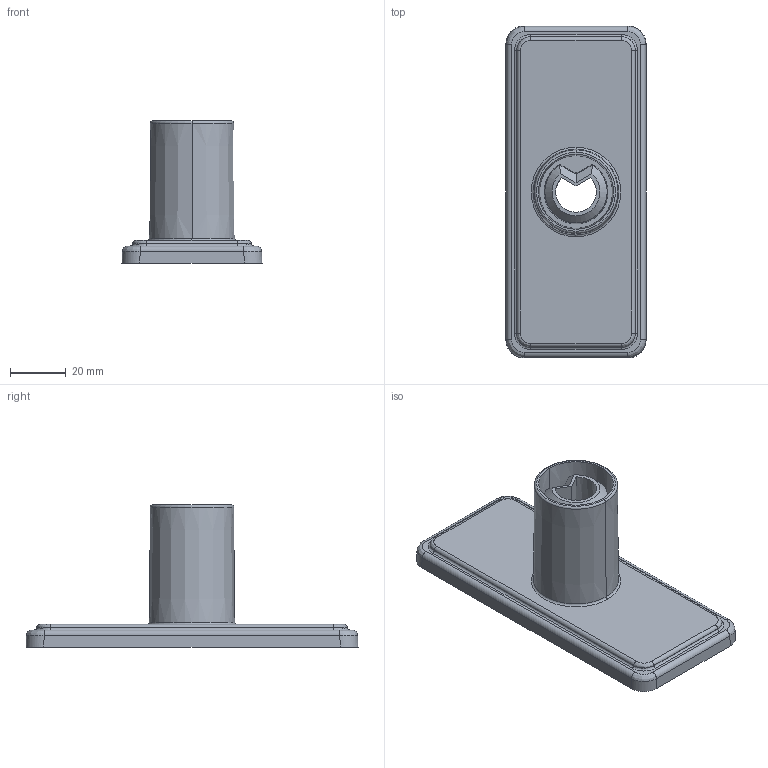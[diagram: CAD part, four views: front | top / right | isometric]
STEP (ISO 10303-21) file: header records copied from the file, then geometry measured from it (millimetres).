
FILE_DESCRIPTION((''),'2;1');
FILE_NAME('1139CB_ASM','2014-06-25T',('rsmith'),(''),'PRO/ENGINEER BY PARAMETRIC TECHNOLOGY CORPORATION, 2013150','PRO/ENGINEER BY PARAMETRIC TECHNOLOGY CORPORATION, 2013150','');
FILE_SCHEMA(('CONFIG_CONTROL_DESIGN'));
Length unit declared in the file: inch
Products named in the file (4): 80291; 80293; 91372; 1139CB_ASM
Assembly tree (3 placements, depth 2):
  1139CB_ASM
    80291
    80293
    91372
Bounding box: 50.04 x 118.62 x 50.8 mm (x, y, z)
Volume: 45318.4 mm3; surface area: 50405.4 mm2
Topology: 3 solids, 6 shells, 332 faces, 802 edges, 490 vertices
Faces by surface type: plane 130, cylinder 104, bspline 40, cone 28, torus 22, sphere 8
Entity records: 11616 total; most frequent: CARTESIAN_POINT 3992, ORIENTED_EDGE 1581, DIRECTION 1511, EDGE_CURVE 802, AXIS2_PLACEMENT_3D 531, VERTEX_POINT 490, VECTOR 449, LINE 449
